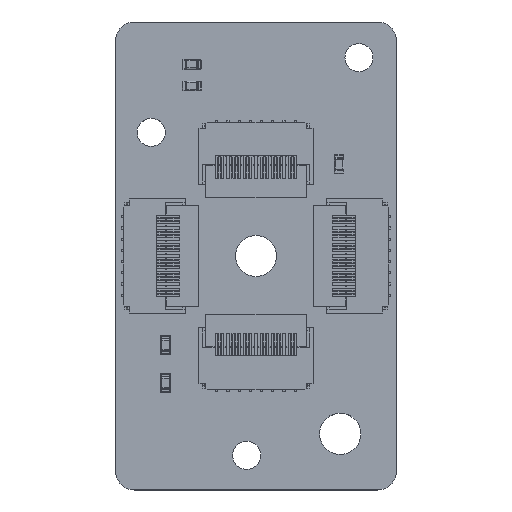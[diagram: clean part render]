
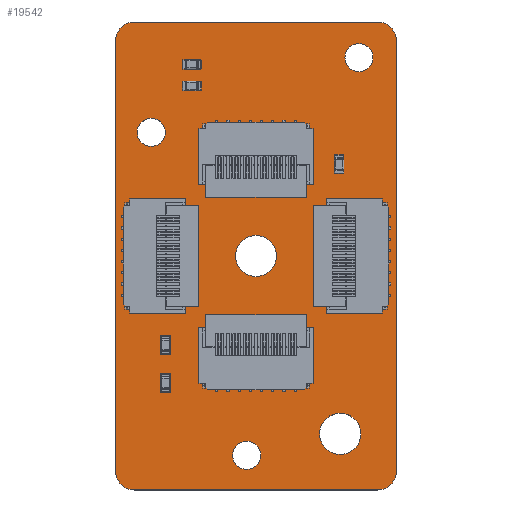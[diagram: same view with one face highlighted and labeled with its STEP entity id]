
A CAD part, top view. The second image highlights one B-rep face of the part: STEP entity #19542.
In plain terms, the highlighted planar face has unit normal (0, 0, 1).
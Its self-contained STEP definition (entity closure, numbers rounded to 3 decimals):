
#13680=FACE_OUTER_BOUND($,#15803,.F.);
#13690=FACE_OUTER_BOUND($,#15813,.T.);
#13694=FACE_OUTER_BOUND($,#15817,.T.);
#13698=FACE_OUTER_BOUND($,#15821,.T.);
#13702=FACE_OUTER_BOUND($,#15825,.T.);
#13706=FACE_OUTER_BOUND($,#15829,.T.);
#15803=EDGE_LOOP($,(#35662,#35663,#35664,#35665,#35666,#35667,#35668,#35669));
#15813=EDGE_LOOP($,(#35710,#35711));
#15817=EDGE_LOOP($,(#35722,#35723));
#15821=EDGE_LOOP($,(#35734,#35735));
#15825=EDGE_LOOP($,(#35746,#35747));
#15829=EDGE_LOOP($,(#35758,#35759));
#17939=PLANE($,#32598);
#19542=ADVANCED_FACE($,(#13680,#13690,#13694,#13698,#13702,#13706),#17939,
 .T.);
#21652=VECTOR($,#57646,13.);
#21653=VECTOR($,#57647,23.);
#21654=VECTOR($,#57648,13.);
#21655=VECTOR($,#57649,23.);
#26664=LINE($,#68652,#21652);
#26665=LINE($,#68654,#21653);
#26666=LINE($,#68656,#21654);
#26667=LINE($,#68658,#21655);
#31676=CIRCLE($,#32594,1.);
#31677=CIRCLE($,#32595,1.);
#31678=CIRCLE($,#32596,1.);
#31679=CIRCLE($,#32597,1.);
#31684=CIRCLE($,#32612,1.1);
#31685=CIRCLE($,#32613,1.1);
#31688=CIRCLE($,#32618,1.1);
#31689=CIRCLE($,#32619,1.1);
#31692=CIRCLE($,#32624,0.75);
#31693=CIRCLE($,#32625,0.75);
#31696=CIRCLE($,#32630,0.75);
#31697=CIRCLE($,#32631,0.75);
#31700=CIRCLE($,#32636,0.75);
#31701=CIRCLE($,#32637,0.75);
#32594=AXIS2_PLACEMENT_3D($,#68660,#57643,$);
#32595=AXIS2_PLACEMENT_3D($,#68661,#57643,$);
#32596=AXIS2_PLACEMENT_3D($,#68662,#57643,$);
#32597=AXIS2_PLACEMENT_3D($,#68663,#57643,$);
#32598=AXIS2_PLACEMENT_3D($,#68652,#57643,$);
#32612=AXIS2_PLACEMENT_3D($,#68684,#57643,$);
#32613=AXIS2_PLACEMENT_3D($,#68685,#57643,$);
#32618=AXIS2_PLACEMENT_3D($,#68696,#57643,$);
#32619=AXIS2_PLACEMENT_3D($,#68697,#57643,$);
#32624=AXIS2_PLACEMENT_3D($,#68708,#57643,$);
#32625=AXIS2_PLACEMENT_3D($,#68709,#57643,$);
#32630=AXIS2_PLACEMENT_3D($,#68720,#57643,$);
#32631=AXIS2_PLACEMENT_3D($,#68721,#57643,$);
#32636=AXIS2_PLACEMENT_3D($,#68732,#57643,$);
#32637=AXIS2_PLACEMENT_3D($,#68733,#57643,$);
#35662=ORIENTED_EDGE($,*,*,#47678,.T.);
#35663=ORIENTED_EDGE($,*,*,#47679,.T.);
#35664=ORIENTED_EDGE($,*,*,#47680,.T.);
#35665=ORIENTED_EDGE($,*,*,#47681,.T.);
#35666=ORIENTED_EDGE($,*,*,#47682,.T.);
#35667=ORIENTED_EDGE($,*,*,#47683,.T.);
#35668=ORIENTED_EDGE($,*,*,#47684,.T.);
#35669=ORIENTED_EDGE($,*,*,#47685,.T.);
#35710=ORIENTED_EDGE($,*,*,#47703,.T.);
#35711=ORIENTED_EDGE($,*,*,#47704,.T.);
#35722=ORIENTED_EDGE($,*,*,#47710,.T.);
#35723=ORIENTED_EDGE($,*,*,#47711,.T.);
#35734=ORIENTED_EDGE($,*,*,#47717,.T.);
#35735=ORIENTED_EDGE($,*,*,#47718,.T.);
#35746=ORIENTED_EDGE($,*,*,#47724,.T.);
#35747=ORIENTED_EDGE($,*,*,#47725,.T.);
#35758=ORIENTED_EDGE($,*,*,#47731,.T.);
#35759=ORIENTED_EDGE($,*,*,#47732,.T.);
#47678=EDGE_CURVE($,#53692,#53693,#31676,.F.);
#47679=EDGE_CURVE($,#53693,#53694,#26664,.T.);
#47680=EDGE_CURVE($,#53694,#53695,#31677,.F.);
#47681=EDGE_CURVE($,#53695,#53696,#26665,.T.);
#47682=EDGE_CURVE($,#53696,#53697,#31678,.F.);
#47683=EDGE_CURVE($,#53697,#53698,#26666,.T.);
#47684=EDGE_CURVE($,#53698,#53699,#31679,.F.);
#47685=EDGE_CURVE($,#53699,#53692,#26667,.T.);
#47703=EDGE_CURVE($,#53710,#53711,#31684,.F.);
#47704=EDGE_CURVE($,#53711,#53710,#31685,.F.);
#47710=EDGE_CURVE($,#53716,#53717,#31688,.F.);
#47711=EDGE_CURVE($,#53717,#53716,#31689,.F.);
#47717=EDGE_CURVE($,#53722,#53723,#31692,.F.);
#47718=EDGE_CURVE($,#53723,#53722,#31693,.F.);
#47724=EDGE_CURVE($,#53728,#53729,#31696,.F.);
#47725=EDGE_CURVE($,#53729,#53728,#31697,.F.);
#47731=EDGE_CURVE($,#53734,#53735,#31700,.F.);
#47732=EDGE_CURVE($,#53735,#53734,#31701,.F.);
#53692=VERTEX_POINT($,#68651);
#53693=VERTEX_POINT($,#68652);
#53694=VERTEX_POINT($,#68653);
#53695=VERTEX_POINT($,#68654);
#53696=VERTEX_POINT($,#68655);
#53697=VERTEX_POINT($,#68656);
#53698=VERTEX_POINT($,#68657);
#53699=VERTEX_POINT($,#68658);
#53710=VERTEX_POINT($,#68681);
#53711=VERTEX_POINT($,#68682);
#53716=VERTEX_POINT($,#68693);
#53717=VERTEX_POINT($,#68694);
#53722=VERTEX_POINT($,#68705);
#53723=VERTEX_POINT($,#68706);
#53728=VERTEX_POINT($,#68717);
#53729=VERTEX_POINT($,#68718);
#53734=VERTEX_POINT($,#68729);
#53735=VERTEX_POINT($,#68730);
#57643=DIRECTION($,(0.,0.,1.));
#57646=DIRECTION($,(-1.,0.,0.));
#57647=DIRECTION($,(0.,1.,0.));
#57648=DIRECTION($,(1.,0.,0.));
#57649=DIRECTION($,(0.,-1.,0.));
#68651=CARTESIAN_POINT('',(15.,1.,0.));
#68652=CARTESIAN_POINT('',(14.,0.,0.));
#68653=CARTESIAN_POINT('',(1.,0.,0.));
#68654=CARTESIAN_POINT('',(0.,1.,0.));
#68655=CARTESIAN_POINT('',(0.,24.,0.));
#68656=CARTESIAN_POINT('',(1.,25.,0.));
#68657=CARTESIAN_POINT('',(14.,25.,0.));
#68658=CARTESIAN_POINT('',(15.,24.,0.));
#68660=CARTESIAN_POINT('',(14.,1.,0.));
#68661=CARTESIAN_POINT('',(1.,1.,0.));
#68662=CARTESIAN_POINT('',(1.,24.,0.));
#68663=CARTESIAN_POINT('',(14.,24.,0.));
#68681=CARTESIAN_POINT('',(13.1,3.,0.));
#68682=CARTESIAN_POINT('',(10.9,3.,0.));
#68684=CARTESIAN_POINT('',(12.,3.,0.));
#68685=CARTESIAN_POINT('',(12.,3.,0.));
#68693=CARTESIAN_POINT('',(8.6,12.5,0.));
#68694=CARTESIAN_POINT('',(6.4,12.5,0.));
#68696=CARTESIAN_POINT('',(7.5,12.5,0.));
#68697=CARTESIAN_POINT('',(7.5,12.5,0.));
#68705=CARTESIAN_POINT('',(13.75,23.1,0.));
#68706=CARTESIAN_POINT('',(12.25,23.1,0.));
#68708=CARTESIAN_POINT('',(13.,23.1,0.));
#68709=CARTESIAN_POINT('',(13.,23.1,0.));
#68717=CARTESIAN_POINT('',(2.65,19.1,0.));
#68718=CARTESIAN_POINT('',(1.15,19.1,0.));
#68720=CARTESIAN_POINT('',(1.9,19.1,0.));
#68721=CARTESIAN_POINT('',(1.9,19.1,0.));
#68729=CARTESIAN_POINT('',(7.75,1.85,0.));
#68730=CARTESIAN_POINT('',(6.25,1.85,0.));
#68732=CARTESIAN_POINT('',(7.,1.85,0.));
#68733=CARTESIAN_POINT('',(7.,1.85,0.));
